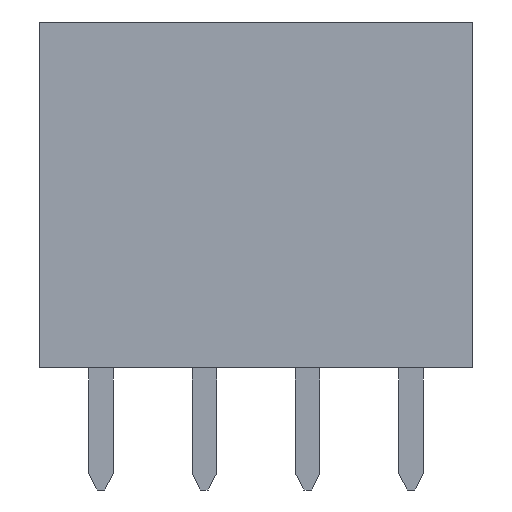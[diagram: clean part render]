
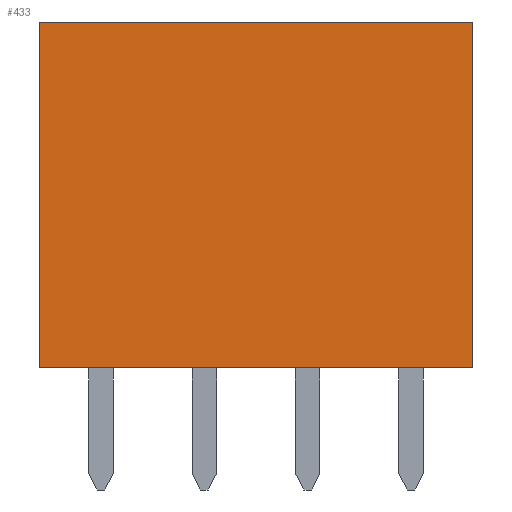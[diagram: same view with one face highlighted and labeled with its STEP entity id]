
A CAD part, front view. The second image highlights one B-rep face of the part: STEP entity #433.
In plain terms, the highlighted planar face has unit normal (0, -1, 0).
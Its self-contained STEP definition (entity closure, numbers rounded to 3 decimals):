
#125 = DIRECTION ( 'NONE',  ( 0., 1., 0. ) ) ;
#140 = CARTESIAN_POINT ( 'NONE',  ( -5.33, -1.25, 0. ) ) ;
#292 = VERTEX_POINT ( 'NONE', #2200 ) ;
#384 = VECTOR ( 'NONE', #1786, 1000. ) ;
#433 = ADVANCED_FACE ( 'NONE', ( #514 ), #743, .F. ) ;
#510 = EDGE_CURVE ( 'NONE', #1088, #292, #1217, .T. ) ;
#514 = FACE_OUTER_BOUND ( 'NONE', #2553, .T. ) ;
#549 = ORIENTED_EDGE ( 'NONE', *, *, #1402, .F. ) ;
#613 = DIRECTION ( 'NONE',  ( 1., 0., 0. ) ) ;
#695 = CARTESIAN_POINT ( 'NONE',  ( -5.33, -1.25, 8.5 ) ) ;
#741 = ORIENTED_EDGE ( 'NONE', *, *, #1173, .T. ) ;
#743 = PLANE ( 'NONE',  #1839 ) ;
#779 = VECTOR ( 'NONE', #1242, 1000. ) ;
#1088 = VERTEX_POINT ( 'NONE', #1678 ) ;
#1130 = LINE ( 'NONE', #140, #1539 ) ;
#1173 = EDGE_CURVE ( 'NONE', #1622, #1954, #1130, .T. ) ;
#1217 = LINE ( 'NONE', #1609, #779 ) ;
#1242 = DIRECTION ( 'NONE',  ( 1., 0., 0. ) ) ;
#1288 = EDGE_CURVE ( 'NONE', #1088, #1622, #2124, .T. ) ;
#1321 = CARTESIAN_POINT ( 'NONE',  ( -5.33, -1.25, 8.5 ) ) ;
#1359 = ORIENTED_EDGE ( 'NONE', *, *, #510, .F. ) ;
#1362 = LINE ( 'NONE', #2333, #384 ) ;
#1402 = EDGE_CURVE ( 'NONE', #292, #1954, #1362, .T. ) ;
#1537 = DIRECTION ( 'NONE',  ( 0., 0., 1. ) ) ;
#1539 = VECTOR ( 'NONE', #613, 1000. ) ;
#1597 = VECTOR ( 'NONE', #1854, 1000. ) ;
#1609 = CARTESIAN_POINT ( 'NONE',  ( -5.33, -1.25, 8.5 ) ) ;
#1622 = VERTEX_POINT ( 'NONE', #2180 ) ;
#1678 = CARTESIAN_POINT ( 'NONE',  ( -5.33, -1.25, 8.5 ) ) ;
#1720 = CARTESIAN_POINT ( 'NONE',  ( 5.33, -1.25, 0. ) ) ;
#1786 = DIRECTION ( 'NONE',  ( 0., 0., -1. ) ) ;
#1839 = AXIS2_PLACEMENT_3D ( 'NONE', #1321, #125, #1537 ) ;
#1854 = DIRECTION ( 'NONE',  ( 0., 0., -1. ) ) ;
#1954 = VERTEX_POINT ( 'NONE', #1720 ) ;
#2124 = LINE ( 'NONE', #695, #1597 ) ;
#2180 = CARTESIAN_POINT ( 'NONE',  ( -5.33, -1.25, 0. ) ) ;
#2200 = CARTESIAN_POINT ( 'NONE',  ( 5.33, -1.25, 8.5 ) ) ;
#2226 = ORIENTED_EDGE ( 'NONE', *, *, #1288, .T. ) ;
#2333 = CARTESIAN_POINT ( 'NONE',  ( 5.33, -1.25, 8.5 ) ) ;
#2553 = EDGE_LOOP ( 'NONE', ( #741, #549, #1359, #2226 ) ) ;
